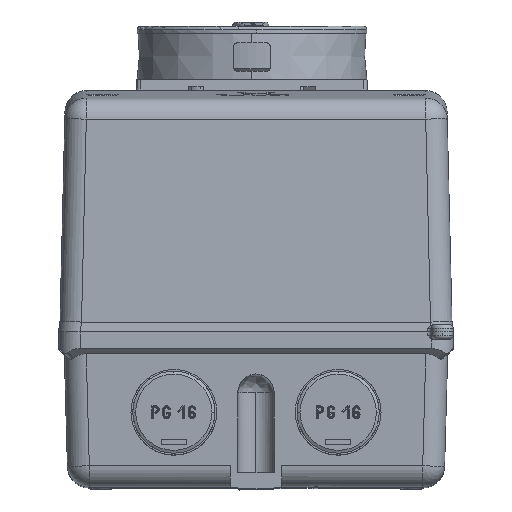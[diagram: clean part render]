
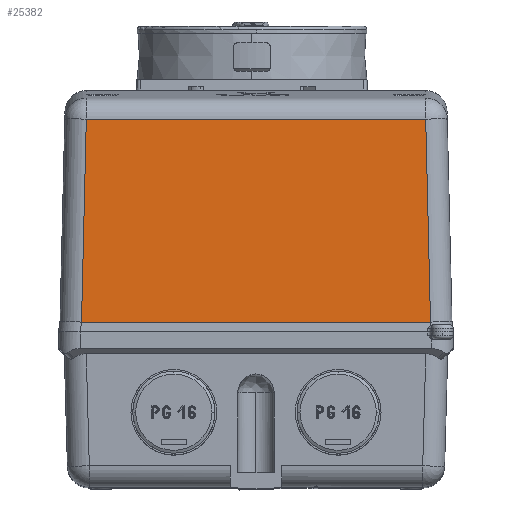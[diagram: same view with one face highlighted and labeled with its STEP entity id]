
A CAD part, top view. The second image highlights one B-rep face of the part: STEP entity #25382.
In plain terms, the highlighted planar face has unit normal (0, 0.024, 1).
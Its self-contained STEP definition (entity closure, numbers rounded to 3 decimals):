
#7100=CARTESIAN_POINT('',(72.382,3.214,75.4));
#7141=DIRECTION('',(1.,0.,0.));
#7142=VECTOR('',#7141,95.603);
#7143=CARTESIAN_POINT('',(-23.222,3.214,75.4));
#7144=LINE('',#7143,#7142);
#7514=DIRECTION('',(-1.,0.,0.));
#7515=VECTOR('',#7514,92.976);
#7516=CARTESIAN_POINT('',(71.068,58.826,74.087));
#7517=LINE('',#7516,#7515);
#11571=DIRECTION('',(0.024,-0.999,0.024));
#11572=VECTOR('',#11571,55.643);
#11573=CARTESIAN_POINT('',(71.068,58.826,74.087));
#11574=LINE('',#11573,#11572);
#11578=DIRECTION('',(0.024,0.999,-0.024));
#11579=VECTOR('',#11578,55.643);
#11580=CARTESIAN_POINT('',(-23.222,3.214,
75.4));
#11581=LINE('',#11580,#11579);
#14401=CARTESIAN_POINT('',(-21.908,58.826,
74.087));
#14403=VERTEX_POINT('',#14401);
#14405=CARTESIAN_POINT('',(-23.222,3.214,
75.4));
#14406=VERTEX_POINT('',#14405);
#14407=CARTESIAN_POINT('',(71.068,58.826,74.087));
#14408=VERTEX_POINT('',#14407);
#14549=VERTEX_POINT('',#7100);
#25371=CARTESIAN_POINT('',(-1.895,34.964,
74.65));
#25372=DIRECTION('',(0.,-0.024,-1.));
#25373=DIRECTION('',(0.,-1.,0.024));
#25374=AXIS2_PLACEMENT_3D('',#25371,#25372,#25373);
#25375=PLANE('',#25374);
#25376=ORIENTED_EDGE('',*,*,#20106,.T.);
#25377=ORIENTED_EDGE('',*,*,#20154,.F.);
#25378=ORIENTED_EDGE('',*,*,#20564,.T.);
#25379=ORIENTED_EDGE('',*,*,#20611,.F.);
#25380=EDGE_LOOP('',(#25376,#25377,#25378,#25379));
#25381=FACE_OUTER_BOUND('',#25380,.F.);
#20106=EDGE_CURVE('',#14408,#14549,#11574,.T.);
#20154=EDGE_CURVE('',#14406,#14549,#7144,.T.);
#20564=EDGE_CURVE('',#14406,#14403,#11581,.T.);
#20611=EDGE_CURVE('',#14408,#14403,#7517,.T.);
#25382=ADVANCED_FACE('',(#25381),#25375,.F.);
